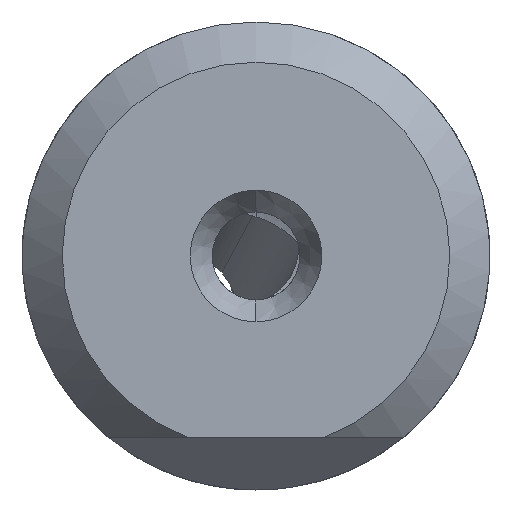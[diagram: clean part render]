
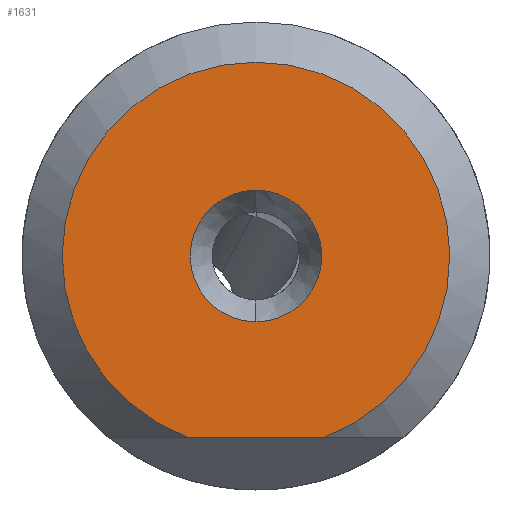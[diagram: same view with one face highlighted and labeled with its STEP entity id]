
A CAD part, left-side view. The second image highlights one B-rep face of the part: STEP entity #1631.
In plain terms, the highlighted planar face has unit normal (-1, 0, 0).
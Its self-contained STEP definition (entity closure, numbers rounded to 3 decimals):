
#92 = DIRECTION ( 'NONE',  ( 0., 0., 1. ) ) ;
#150 = CIRCLE ( 'NONE', #4013, 2.25 ) ;
#151 = PLANE ( 'NONE',  #4406 ) ;
#156 = CARTESIAN_POINT ( 'NONE',  ( 0., 0., 2.25 ) ) ;
#174 = AXIS2_PLACEMENT_3D ( 'NONE', #1701, #3913, #4254 ) ;
#365 = EDGE_CURVE ( 'NONE', #1731, #3362, #4380, .T. ) ;
#393 = CARTESIAN_POINT ( 'NONE',  ( 0., -2.335, -6.2 ) ) ;
#501 = DIRECTION ( 'NONE',  ( 1., 0., 0. ) ) ;
#852 = DIRECTION ( 'NONE',  ( 0., 0., -1. ) ) ;
#940 = CARTESIAN_POINT ( 'NONE',  ( 0., 0., -2.25 ) ) ;
#943 = CIRCLE ( 'NONE', #174, 6.625 ) ;
#957 = EDGE_CURVE ( 'NONE', #3362, #1731, #150, .T. ) ;
#992 = ORIENTED_EDGE ( 'NONE', *, *, #3751, .T. ) ;
#1105 = DIRECTION ( 'NONE',  ( 0., -1., 0. ) ) ;
#1267 = EDGE_CURVE ( 'NONE', #2208, #4685, #943, .T. ) ;
#1276 = CARTESIAN_POINT ( 'NONE',  ( 0., 0., 0. ) ) ;
#1631 = ADVANCED_FACE ( 'NONE', ( #2636, #4297 ), #151, .F. ) ;
#1701 = CARTESIAN_POINT ( 'NONE',  ( 0., 0., 0. ) ) ;
#1731 = VERTEX_POINT ( 'NONE', #940 ) ;
#1838 = CARTESIAN_POINT ( 'NONE',  ( 0., 2.25, -6.2 ) ) ;
#1983 = CARTESIAN_POINT ( 'NONE',  ( 0., 2.335, -6.2 ) ) ;
#2208 = VERTEX_POINT ( 'NONE', #393 ) ;
#2211 = CARTESIAN_POINT ( 'NONE',  ( 0., 0., 0. ) ) ;
#2636 = FACE_BOUND ( 'NONE', #3902, .T. ) ;
#2758 = DIRECTION ( 'NONE',  ( 0., 0., 1. ) ) ;
#2849 = AXIS2_PLACEMENT_3D ( 'NONE', #1276, #4694, #92 ) ;
#3059 = DIRECTION ( 'NONE',  ( -1., 0., 0. ) ) ;
#3230 = VECTOR ( 'NONE', #1105, 1000. ) ;
#3323 = ORIENTED_EDGE ( 'NONE', *, *, #1267, .T. ) ;
#3331 = ORIENTED_EDGE ( 'NONE', *, *, #365, .F. ) ;
#3362 = VERTEX_POINT ( 'NONE', #156 ) ;
#3637 = EDGE_LOOP ( 'NONE', ( #3323, #992 ) ) ;
#3710 = CARTESIAN_POINT ( 'NONE',  ( 0., 2.25, 0. ) ) ;
#3751 = EDGE_CURVE ( 'NONE', #4685, #2208, #4317, .T. ) ;
#3902 = EDGE_LOOP ( 'NONE', ( #4512, #3331 ) ) ;
#3913 = DIRECTION ( 'NONE',  ( -1., 0., 0. ) ) ;
#4013 = AXIS2_PLACEMENT_3D ( 'NONE', #2211, #3059, #2758 ) ;
#4254 = DIRECTION ( 'NONE',  ( 0., 0., 1. ) ) ;
#4297 = FACE_OUTER_BOUND ( 'NONE', #3637, .T. ) ;
#4317 = LINE ( 'NONE', #1838, #3230 ) ;
#4380 = CIRCLE ( 'NONE', #2849, 2.25 ) ;
#4406 = AXIS2_PLACEMENT_3D ( 'NONE', #3710, #501, #852 ) ;
#4512 = ORIENTED_EDGE ( 'NONE', *, *, #957, .F. ) ;
#4685 = VERTEX_POINT ( 'NONE', #1983 ) ;
#4694 = DIRECTION ( 'NONE',  ( -1., 0., 0. ) ) ;
